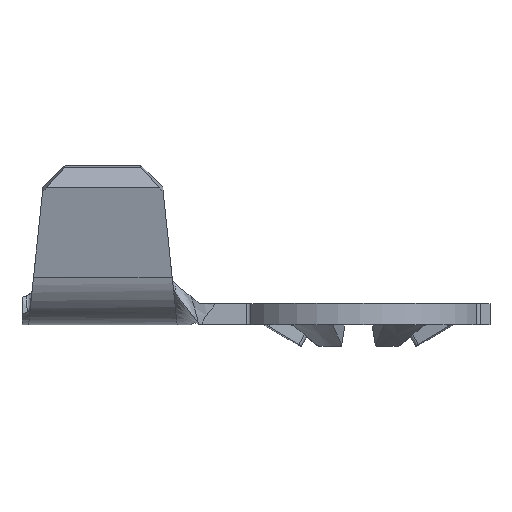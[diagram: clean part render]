
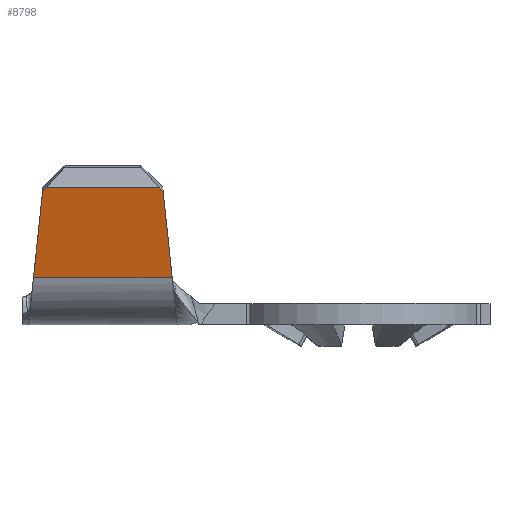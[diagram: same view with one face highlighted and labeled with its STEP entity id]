
A CAD part, top view. The second image highlights one B-rep face of the part: STEP entity #8798.
In plain terms, the highlighted planar face has unit normal (0, -0.217, 0.976).
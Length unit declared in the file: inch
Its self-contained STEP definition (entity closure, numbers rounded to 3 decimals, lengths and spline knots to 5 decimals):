
#8 = VECTOR ( 'NONE', #7729, 39.37008 ) ;
#199 = CARTESIAN_POINT ( 'NONE',  ( -0.502, 0.20801, 0.12 ) ) ;
#202 = CARTESIAN_POINT ( 'NONE',  ( -0.502, 0.07206, 0.08981 ) ) ;
#725 = ORIENTED_EDGE ( 'NONE', *, *, #8678, .T. ) ;
#880 = CARTESIAN_POINT ( 'NONE',  ( -0.29728, 0.20243, 0.11876 ) ) ;
#1125 = EDGE_CURVE ( 'NONE', #5936, #5088, #2794, .T. ) ;
#1266 = DIRECTION ( 'NONE',  ( -0.707, 0.69, 0.153 ) ) ;
#1579 = VECTOR ( 'NONE', #3577, 39.37008 ) ;
#2393 = VERTEX_POINT ( 'NONE', #7783 ) ;
#2670 = VECTOR ( 'NONE', #9600, 39.37008 ) ;
#2794 = LINE ( 'NONE', #5560, #4550 ) ;
#2802 = EDGE_LOOP ( 'NONE', ( #3542, #725, #4207, #4718, #5552, #3039 ) ) ;
#2817 = CARTESIAN_POINT ( 'NONE',  ( -0.55814, 0.12688, 0.10198 ) ) ;
#2913 = DIRECTION ( 'NONE',  ( 0., -0.976, -0.217 ) ) ;
#3039 = ORIENTED_EDGE ( 'NONE', *, *, #7623, .T. ) ;
#3118 = LINE ( 'NONE', #202, #5126 ) ;
#3158 = VERTEX_POINT ( 'NONE', #6822 ) ;
#3542 = ORIENTED_EDGE ( 'NONE', *, *, #7048, .F. ) ;
#3577 = DIRECTION ( 'NONE',  ( -0.707, -0.69, -0.153 ) ) ;
#4207 = ORIENTED_EDGE ( 'NONE', *, *, #4897, .F. ) ;
#4242 = VERTEX_POINT ( 'NONE', #880 ) ;
#4550 = VECTOR ( 'NONE', #8594, 39.37008 ) ;
#4668 = LINE ( 'NONE', #8842, #2670 ) ;
#4706 = DIRECTION ( 'NONE',  ( 1., 0., 0. ) ) ;
#4718 = ORIENTED_EDGE ( 'NONE', *, *, #9771, .T. ) ;
#4757 = FACE_OUTER_BOUND ( 'NONE', #2802, .T. ) ;
#4897 = EDGE_CURVE ( 'NONE', #3158, #7714, #6003, .T. ) ;
#5088 = VERTEX_POINT ( 'NONE', #6437 ) ;
#5126 = VECTOR ( 'NONE', #4706, 39.37008 ) ;
#5485 = CARTESIAN_POINT ( 'NONE',  ( -0.30299, 0.20801, 0.12 ) ) ;
#5552 = ORIENTED_EDGE ( 'NONE', *, *, #1125, .F. ) ;
#5560 = CARTESIAN_POINT ( 'NONE',  ( -0.49451, 0.07131, 0.08965 ) ) ;
#5764 = CARTESIAN_POINT ( 'NONE',  ( -0.33289, 0.23719, 0.12648 ) ) ;
#5806 = LINE ( 'NONE', #2817, #1579 ) ;
#5895 = PLANE ( 'NONE',  #8306 ) ;
#5936 = VERTEX_POINT ( 'NONE', #9384 ) ;
#6003 = LINE ( 'NONE', #199, #8 ) ;
#6437 = CARTESIAN_POINT ( 'NONE',  ( -0.48072, 0.20243, 0.11876 ) ) ;
#6659 = CARTESIAN_POINT ( 'NONE',  ( -0.502, 0.07206, 0.08981 ) ) ;
#6822 = CARTESIAN_POINT ( 'NONE',  ( -0.47501, 0.20801, 0.12 ) ) ;
#7048 = EDGE_CURVE ( 'NONE', #4242, #2393, #4668, .T. ) ;
#7229 = VECTOR ( 'NONE', #1266, 39.37008 ) ;
#7415 = DIRECTION ( 'NONE',  ( 0., -0.217, 0.976 ) ) ;
#7623 = EDGE_CURVE ( 'NONE', #5936, #2393, #3118, .T. ) ;
#7714 = VERTEX_POINT ( 'NONE', #5485 ) ;
#7729 = DIRECTION ( 'NONE',  ( 1., 0., 0. ) ) ;
#7783 = CARTESIAN_POINT ( 'NONE',  ( -0.28357, 0.07206, 0.08981 ) ) ;
#8306 = AXIS2_PLACEMENT_3D ( 'NONE', #6659, #7415, #2913 ) ;
#8594 = DIRECTION ( 'NONE',  ( 0.102, 0.971, 0.216 ) ) ;
#8678 = EDGE_CURVE ( 'NONE', #4242, #7714, #9250, .T. ) ;
#8798 = ADVANCED_FACE ( 'NONE', ( #4757 ), #5895, .T. ) ;
#8842 = CARTESIAN_POINT ( 'NONE',  ( -0.28585, 0.09371, 0.09462 ) ) ;
#9250 = LINE ( 'NONE', #5764, #7229 ) ;
#9384 = CARTESIAN_POINT ( 'NONE',  ( -0.49443, 0.07206, 0.08981 ) ) ;
#9600 = DIRECTION ( 'NONE',  ( 0.102, -0.971, -0.216 ) ) ;
#9771 = EDGE_CURVE ( 'NONE', #3158, #5088, #5806, .T. ) ;
